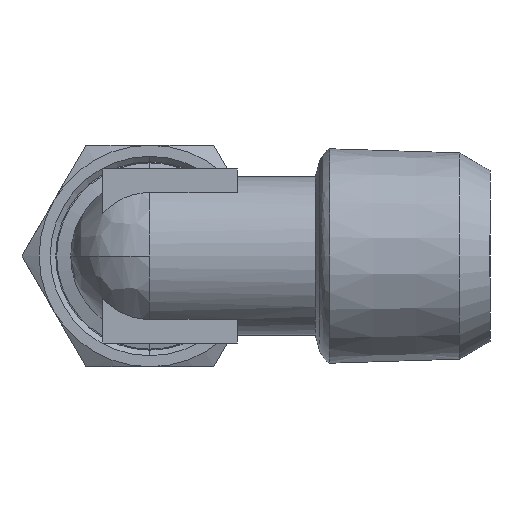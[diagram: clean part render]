
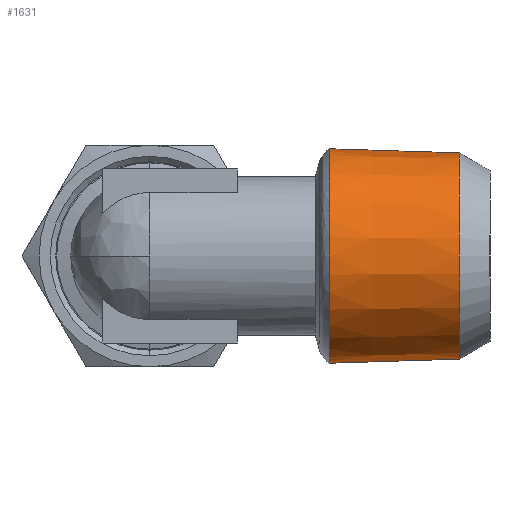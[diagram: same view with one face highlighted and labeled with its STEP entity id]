
A CAD part, left-side view. The second image highlights one B-rep face of the part: STEP entity #1631.
In plain terms, the highlighted conical face has half-angle 1.79 degrees and reference radius 6.776 mm.
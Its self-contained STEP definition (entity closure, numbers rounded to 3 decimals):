
#12 = VERTEX_POINT ( 'NONE', #954 ) ;
#32 = VECTOR ( 'NONE', #585, 1000. ) ;
#62 = CIRCLE ( 'NONE', #1036, 6.776 ) ;
#93 = DIRECTION ( 'NONE',  ( 0., 1., 0. ) ) ;
#101 = DIRECTION ( 'NONE',  ( 0., 0., 1. ) ) ;
#147 = FACE_OUTER_BOUND ( 'NONE', #362, .T. ) ;
#244 = EDGE_CURVE ( 'NONE', #594, #1519, #62, .T. ) ;
#362 = EDGE_LOOP ( 'NONE', ( #422, #435, #882, #1866 ) ) ;
#384 = DIRECTION ( 'NONE',  ( 0., 0., 1. ) ) ;
#422 = ORIENTED_EDGE ( 'NONE', *, *, #901, .F. ) ;
#435 = ORIENTED_EDGE ( 'NONE', *, *, #968, .T. ) ;
#585 = DIRECTION ( 'NONE',  ( 0., 1., -0.031 ) ) ;
#594 = VERTEX_POINT ( 'NONE', #1859 ) ;
#708 = CARTESIAN_POINT ( 'NONE',  ( 0., 10.637, 6.776 ) ) ;
#796 = AXIS2_PLACEMENT_3D ( 'NONE', #1251, #1391, #1718 ) ;
#834 = CARTESIAN_POINT ( 'NONE',  ( 0., 10.637, -6.776 ) ) ;
#862 = CARTESIAN_POINT ( 'NONE',  ( 0., 10.637, -6.776 ) ) ;
#880 = VERTEX_POINT ( 'NONE', #1521 ) ;
#882 = ORIENTED_EDGE ( 'NONE', *, *, #1215, .T. ) ;
#901 = EDGE_CURVE ( 'NONE', #880, #1519, #1185, .T. ) ;
#954 = CARTESIAN_POINT ( 'NONE',  ( 0., 2.44, 6.52 ) ) ;
#968 = EDGE_CURVE ( 'NONE', #880, #12, #1071, .T. ) ;
#1036 = AXIS2_PLACEMENT_3D ( 'NONE', #2022, #1712, #384 ) ;
#1040 = AXIS2_PLACEMENT_3D ( 'NONE', #1398, #93, #101 ) ;
#1071 = CIRCLE ( 'NONE', #796, 6.52 ) ;
#1185 = LINE ( 'NONE', #862, #32 ) ;
#1215 = EDGE_CURVE ( 'NONE', #12, #594, #1751, .T. ) ;
#1251 = CARTESIAN_POINT ( 'NONE',  ( 0., 2.44, 0. ) ) ;
#1372 = DIRECTION ( 'NONE',  ( 0., 1., 0.031 ) ) ;
#1391 = DIRECTION ( 'NONE',  ( 0., 1., 0. ) ) ;
#1398 = CARTESIAN_POINT ( 'NONE',  ( 0., 10.637, 0. ) ) ;
#1519 = VERTEX_POINT ( 'NONE', #834 ) ;
#1521 = CARTESIAN_POINT ( 'NONE',  ( 0., 2.44, -6.52 ) ) ;
#1539 = VECTOR ( 'NONE', #1372, 1000. ) ;
#1631 = ADVANCED_FACE ( 'NONE', ( #147 ), #1857, .T. ) ;
#1712 = DIRECTION ( 'NONE',  ( 0., -1., 0. ) ) ;
#1718 = DIRECTION ( 'NONE',  ( 0., 0., 1. ) ) ;
#1751 = LINE ( 'NONE', #708, #1539 ) ;
#1857 = CONICAL_SURFACE ( 'NONE', #1040, 6.776, 0.031 ) ;
#1859 = CARTESIAN_POINT ( 'NONE',  ( 0., 10.637, 6.776 ) ) ;
#1866 = ORIENTED_EDGE ( 'NONE', *, *, #244, .T. ) ;
#2022 = CARTESIAN_POINT ( 'NONE',  ( 0., 10.637, 0. ) ) ;
